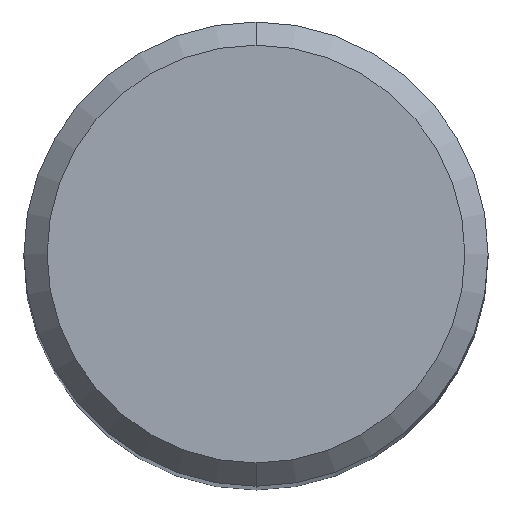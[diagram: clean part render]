
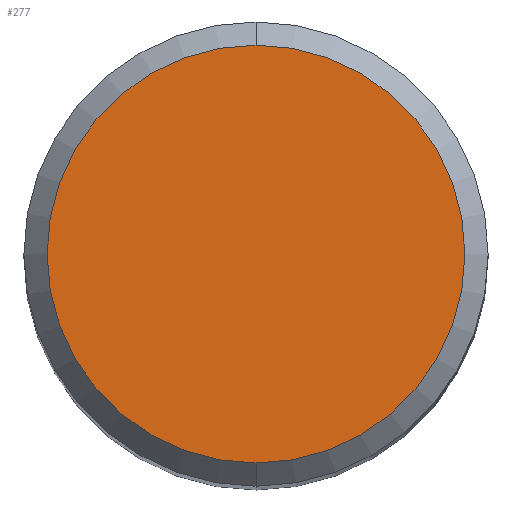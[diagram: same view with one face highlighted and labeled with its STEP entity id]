
A CAD part, top view. The second image highlights one B-rep face of the part: STEP entity #277.
In plain terms, the highlighted planar face has unit normal (0, 0, 1).
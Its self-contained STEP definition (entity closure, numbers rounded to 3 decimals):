
#217=VERTEX_POINT('',#528);
#275=EDGE_CURVE('',#383,#217,#591,.T.);
#277=ADVANCED_FACE('',(#593),#594,.T.);
#383=VERTEX_POINT('',#708);
#451=EDGE_CURVE('',#217,#383,#785,.T.);
#528=CARTESIAN_POINT('',(0.0,5.4,0.0));
#591=CIRCLE('',#992,5.4);
#593=FACE_OUTER_BOUND('',#994,.T.);
#594=PLANE('',#995);
#708=CARTESIAN_POINT('',(0.,-5.4,0.0));
#785=CIRCLE('',#1463,5.4);
#992=AXIS2_PLACEMENT_3D('',#1614,#1615,#1616);
#994=EDGE_LOOP('',(#1618,#1619));
#995=AXIS2_PLACEMENT_3D('',#1620,#1621,#1622);
#1463=AXIS2_PLACEMENT_3D('',#1841,#1842,#1843);
#1614=CARTESIAN_POINT('',(0.0,0.0,0.0));
#1615=DIRECTION('',(0.0,0.0,-1.0));
#1616=DIRECTION('',(0.0,1.0,0.0));
#1618=ORIENTED_EDGE('',*,*,#451,.F.);
#1619=ORIENTED_EDGE('',*,*,#275,.F.);
#1620=CARTESIAN_POINT('',(0.0,2.7,0.0));
#1621=DIRECTION('',(-0.0,0.0,1.0));
#1622=DIRECTION('',(0.0,-1.0,0.0));
#1841=CARTESIAN_POINT('',(0.0,0.0,0.0));
#1842=DIRECTION('',(0.0,0.0,-1.0));
#1843=DIRECTION('',(0.0,1.0,0.0));
